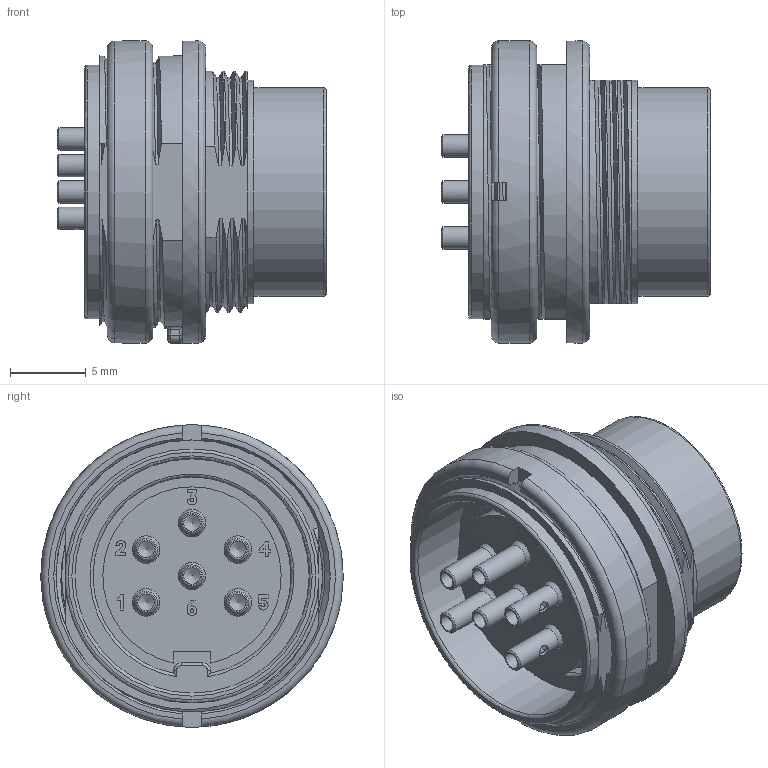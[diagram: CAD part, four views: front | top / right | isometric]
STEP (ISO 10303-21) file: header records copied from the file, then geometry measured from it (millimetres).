
FILE_DESCRIPTION(/* description */ (''),/* implementation_level */ '2;1');
FILE_NAME(/* name */ 't 3402 000 unxc001-02.stp',/* time_stamp */ '2019-07-08T16:52:05+02:00',/* author */ (''),/* organization */ (''),/* preprocessor_version */ 'ST-DEVELOPER v16.7',/* originating_system */ 'SIEMENS PLM Software NX 12.0',/* authorisation */ '');
FILE_SCHEMA (('AUTOMOTIVE_DESIGN { 1 0 10303 214 3 1 1 1 }'));
Length unit declared in the file: millimetre
Products named in the file (1): t 3402 000 unxc001-02
Bounding box: 17.8 x 20 x 20 mm (x, y, z)
Volume: 2105.2 mm3; surface area: 3009.8 mm2
Topology: 1 solids, 1 shells, 346 faces, 935 edges, 608 vertices
Faces by surface type: cylinder 112, plane 111, bspline 81, cone 35, torus 7
Full cylindrical faces by diameter (mm): 0.24 x1, 0.8 x6, 1.1 x6, 1.475 x12, 1.82 x6, 13.8 x1, 14.8 x1, 15.5 x1, 16.8 x1, 18.3 x1, 20 x2
Entity records: 19601 total; most frequent: CARTESIAN_POINT 11444, ORIENTED_EDGE 1608, DIRECTION 1307, EDGE_CURVE 804, VERTEX_POINT 569, AXIS2_PLACEMENT_3D 491, EDGE_LOOP 477, ADVANCED_FACE 346
